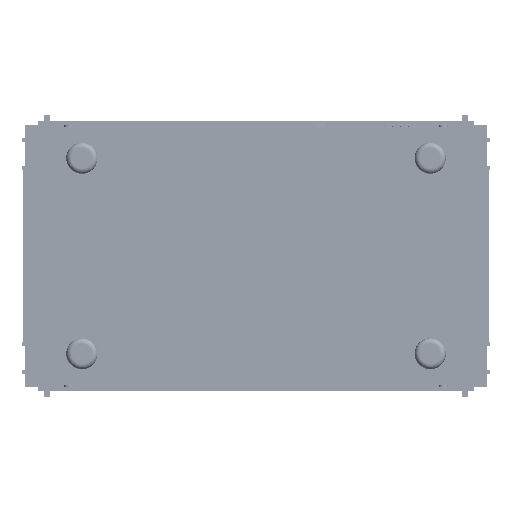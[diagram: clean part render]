
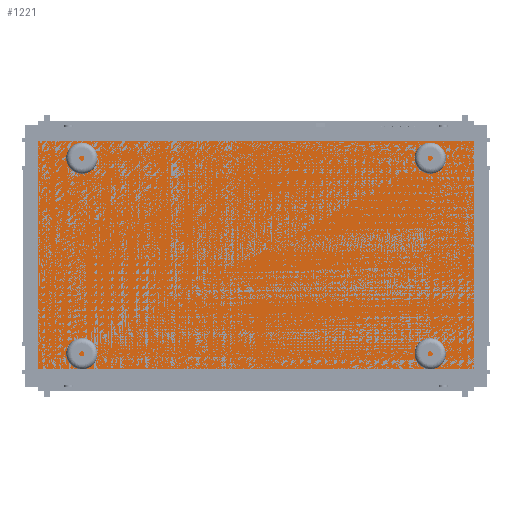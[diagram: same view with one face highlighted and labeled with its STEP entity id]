
A CAD part, front view. The second image highlights one B-rep face of the part: STEP entity #1221.
In plain terms, the highlighted planar face has unit normal (0, -1, 0).
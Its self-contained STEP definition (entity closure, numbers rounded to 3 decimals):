
#140 = DIRECTION ( 'NONE',  ( 0., 0., 1. ) ) ;
#1221 = ADVANCED_FACE ( 'NONE', ( #6568 ), #32694, .F. ) ;
#2389 = EDGE_CURVE ( 'NONE', #12724, #27740, #26029, .T. ) ;
#2583 = EDGE_CURVE ( 'NONE', #25370, #43054, #23869, .T. ) ;
#3020 = DIRECTION ( 'NONE',  ( 0., 1., 0. ) ) ;
#4477 = CARTESIAN_POINT ( 'NONE',  ( 0., 0., 0. ) ) ;
#5282 = DIRECTION ( 'NONE',  ( 0., 0., -1. ) ) ;
#5808 = DIRECTION ( 'NONE',  ( -1., 0., 0. ) ) ;
#6568 = FACE_OUTER_BOUND ( 'NONE', #36095, .T. ) ;
#7717 = VECTOR ( 'NONE', #34615, 1000. ) ;
#12724 = VERTEX_POINT ( 'NONE', #36380 ) ;
#18589 = ORIENTED_EDGE ( 'NONE', *, *, #2389, .F. ) ;
#19106 = ORIENTED_EDGE ( 'NONE', *, *, #32113, .F. ) ;
#20138 = LINE ( 'NONE', #27504, #7717 ) ;
#22526 = VECTOR ( 'NONE', #30293, 1000. ) ;
#23324 = VECTOR ( 'NONE', #5808, 1000. ) ;
#23869 = LINE ( 'NONE', #44989, #23324 ) ;
#25370 = VERTEX_POINT ( 'NONE', #27555 ) ;
#26029 = LINE ( 'NONE', #36716, #22526 ) ;
#26889 = CARTESIAN_POINT ( 'NONE',  ( 840., 0., 0. ) ) ;
#27504 = CARTESIAN_POINT ( 'NONE',  ( 0., 0., 0. ) ) ;
#27555 = CARTESIAN_POINT ( 'NONE',  ( 840., 0., 0. ) ) ;
#27740 = VERTEX_POINT ( 'NONE', #35215 ) ;
#30293 = DIRECTION ( 'NONE',  ( 1., 0., 0. ) ) ;
#32113 = EDGE_CURVE ( 'NONE', #43054, #12724, #20138, .T. ) ;
#32694 = PLANE ( 'NONE',  #34586 ) ;
#33579 = ORIENTED_EDGE ( 'NONE', *, *, #42434, .F. ) ;
#34586 = AXIS2_PLACEMENT_3D ( 'NONE', #35543, #3020, #140 ) ;
#34615 = DIRECTION ( 'NONE',  ( 0., 0., 1. ) ) ;
#35215 = CARTESIAN_POINT ( 'NONE',  ( 840., 0., 440. ) ) ;
#35543 = CARTESIAN_POINT ( 'NONE',  ( 0., 0., 440. ) ) ;
#36095 = EDGE_LOOP ( 'NONE', ( #19106, #37224, #33579, #18589 ) ) ;
#36380 = CARTESIAN_POINT ( 'NONE',  ( 0., 0., 440. ) ) ;
#36716 = CARTESIAN_POINT ( 'NONE',  ( 0., 0., 440. ) ) ;
#37224 = ORIENTED_EDGE ( 'NONE', *, *, #2583, .F. ) ;
#37574 = LINE ( 'NONE', #26889, #45540 ) ;
#42434 = EDGE_CURVE ( 'NONE', #27740, #25370, #37574, .T. ) ;
#43054 = VERTEX_POINT ( 'NONE', #4477 ) ;
#44989 = CARTESIAN_POINT ( 'NONE',  ( 0., 0., 0. ) ) ;
#45540 = VECTOR ( 'NONE', #5282, 1000. ) ;
